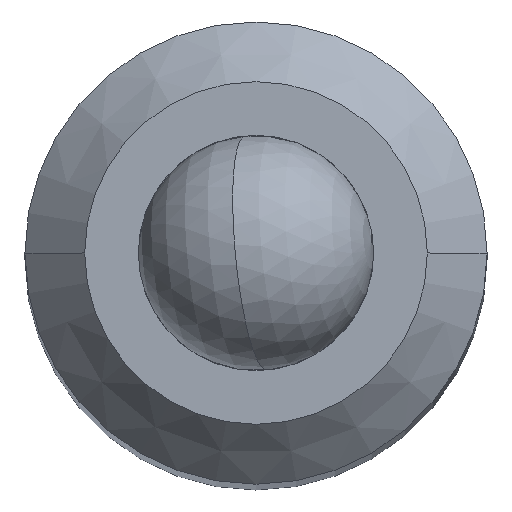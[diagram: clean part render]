
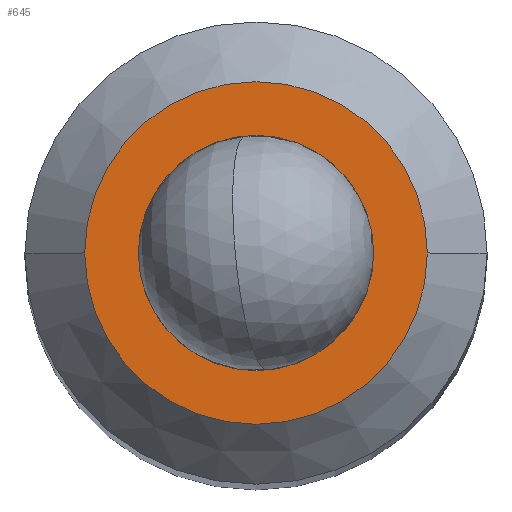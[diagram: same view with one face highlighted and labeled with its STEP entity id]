
A CAD part, top view. The second image highlights one B-rep face of the part: STEP entity #645.
In plain terms, the highlighted planar face has unit normal (0, 0, 1).
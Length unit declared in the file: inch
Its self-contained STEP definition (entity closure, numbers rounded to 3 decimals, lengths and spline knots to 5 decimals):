
#15 = AXIS2_PLACEMENT_3D ( 'NONE', #217, #335, #990 ) ;
#43 = FACE_OUTER_BOUND ( 'NONE', #302, .T. ) ;
#55 = EDGE_LOOP ( 'NONE', ( #1253, #1139 ) ) ;
#67 = VERTEX_POINT ( 'NONE', #398 ) ;
#88 = EDGE_CURVE ( 'NONE', #297, #67, #993, .T. ) ;
#95 = CARTESIAN_POINT ( 'NONE',  ( -1.1982, -0.80075, 1.46547 ) ) ;
#184 = DIRECTION ( 'NONE',  ( 0., 0., 1. ) ) ;
#188 = DIRECTION ( 'NONE',  ( 1., 0., 0. ) ) ;
#197 = CARTESIAN_POINT ( 'NONE',  ( -1.16954, -0.80075, 1.46547 ) ) ;
#201 = CARTESIAN_POINT ( 'NONE',  ( -1.1982, -0.80075, 1.46547 ) ) ;
#210 = AXIS2_PLACEMENT_3D ( 'NONE', #1071, #184, #1275 ) ;
#217 = CARTESIAN_POINT ( 'NONE',  ( -1.1982, -0.80075, 1.46547 ) ) ;
#269 = CARTESIAN_POINT ( 'NONE',  ( -1.1982, -0.80075, 1.46547 ) ) ;
#297 = VERTEX_POINT ( 'NONE', #334 ) ;
#302 = EDGE_LOOP ( 'NONE', ( #1269, #766 ) ) ;
#308 = DIRECTION ( 'NONE',  ( 0., 0., 1. ) ) ;
#334 = CARTESIAN_POINT ( 'NONE',  ( -1.21789, -0.80075, 1.46547 ) ) ;
#335 = DIRECTION ( 'NONE',  ( 0., 0., 1. ) ) ;
#358 = VERTEX_POINT ( 'NONE', #626 ) ;
#376 = DIRECTION ( 'NONE',  ( 0., 0., 1. ) ) ;
#378 = DIRECTION ( 'NONE',  ( 1., 0., 0. ) ) ;
#398 = CARTESIAN_POINT ( 'NONE',  ( -1.17852, -0.80075, 1.46547 ) ) ;
#481 = AXIS2_PLACEMENT_3D ( 'NONE', #201, #308, #868 ) ;
#590 = CIRCLE ( 'NONE', #15, 0.02866 ) ;
#626 = CARTESIAN_POINT ( 'NONE',  ( -1.22687, -0.80075, 1.46547 ) ) ;
#645 = ADVANCED_FACE ( 'NONE', ( #43, #773 ), #1271, .T. ) ;
#647 = AXIS2_PLACEMENT_3D ( 'NONE', #95, #759, #188 ) ;
#660 = EDGE_CURVE ( 'NONE', #67, #297, #756, .T. ) ;
#756 = CIRCLE ( 'NONE', #949, 0.01969 ) ;
#759 = DIRECTION ( 'NONE',  ( 0., 0., 1. ) ) ;
#766 = ORIENTED_EDGE ( 'NONE', *, *, #898, .T. ) ;
#773 = FACE_BOUND ( 'NONE', #55, .T. ) ;
#868 = DIRECTION ( 'NONE',  ( 1., 0., 0. ) ) ;
#898 = EDGE_CURVE ( 'NONE', #1266, #358, #590, .T. ) ;
#949 = AXIS2_PLACEMENT_3D ( 'NONE', #269, #376, #378 ) ;
#990 = DIRECTION ( 'NONE',  ( 1., 0., 0. ) ) ;
#993 = CIRCLE ( 'NONE', #210, 0.01969 ) ;
#1071 = CARTESIAN_POINT ( 'NONE',  ( -1.1982, -0.80075, 1.46547 ) ) ;
#1083 = CIRCLE ( 'NONE', #481, 0.02866 ) ;
#1139 = ORIENTED_EDGE ( 'NONE', *, *, #88, .F. ) ;
#1252 = EDGE_CURVE ( 'NONE', #358, #1266, #1083, .T. ) ;
#1253 = ORIENTED_EDGE ( 'NONE', *, *, #660, .F. ) ;
#1266 = VERTEX_POINT ( 'NONE', #197 ) ;
#1269 = ORIENTED_EDGE ( 'NONE', *, *, #1252, .T. ) ;
#1271 = PLANE ( 'NONE',  #647 ) ;
#1275 = DIRECTION ( 'NONE',  ( 1., 0., 0. ) ) ;
